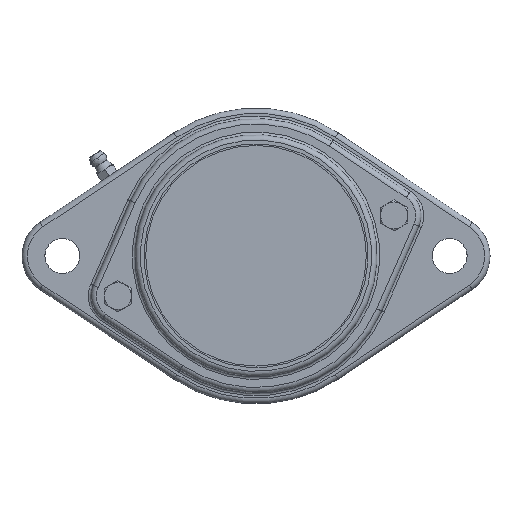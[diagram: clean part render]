
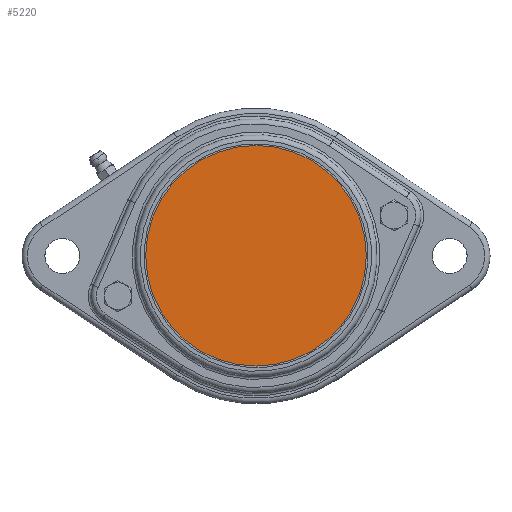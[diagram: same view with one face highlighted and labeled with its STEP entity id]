
A CAD part, top view. The second image highlights one B-rep face of the part: STEP entity #5220.
In plain terms, the highlighted planar face has unit normal (0, 0, 1).
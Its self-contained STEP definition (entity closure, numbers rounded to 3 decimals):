
#938=PLANE($,#5692);
#1396=FACE_OUTER_BOUND($,#1790,.T.);
#1790=EDGE_LOOP($,(#4015));
#2236=CIRCLE($,#5690,41.);
#2638=VERTEX_POINT($,#8670);
#3148=EDGE_CURVE($,#2638,#2638,#2236,.T.);
#4015=ORIENTED_EDGE($,*,*,#3148,.F.);
#5220=ADVANCED_FACE($,(#1396),#938,.T.);
#5690=AXIS2_PLACEMENT_3D($,#8671,#6652,#6653);
#5692=AXIS2_PLACEMENT_3D($,#8674,#6656,#6657);
#6652=DIRECTION('center_axis',(0.,0.,
-1.));
#6653=DIRECTION('ref_axis',(-1.,0.,0.));
#6656=DIRECTION('center_axis',(0.,0.,
1.));
#6657=DIRECTION('ref_axis',(-1.,0.,0.));
#8670=CARTESIAN_POINT('',(41.,0.,42.2));
#8671=CARTESIAN_POINT('Origin',(0.,0.,
42.2));
#8674=CARTESIAN_POINT('Origin',(0.,0.,
42.2));
